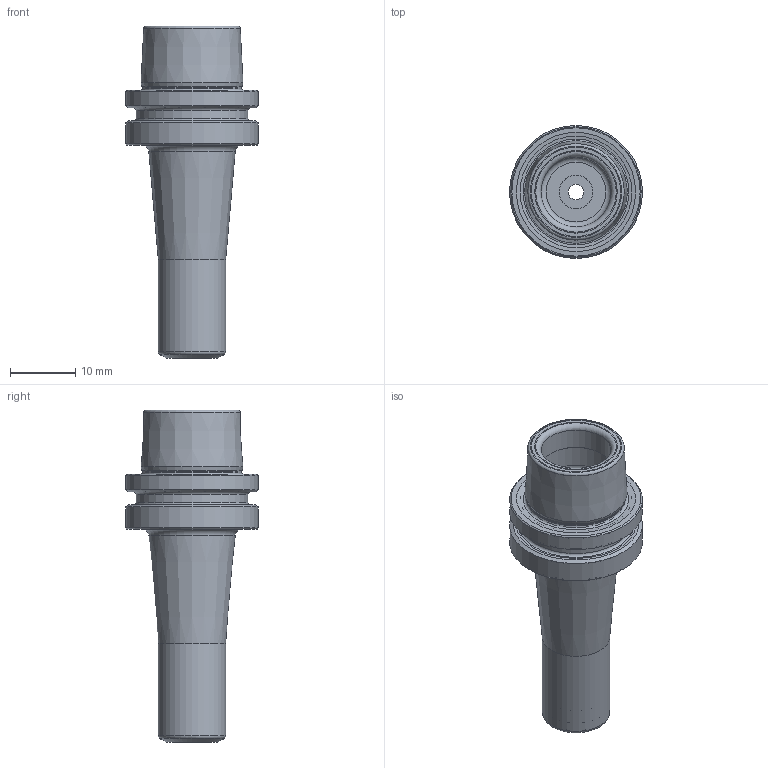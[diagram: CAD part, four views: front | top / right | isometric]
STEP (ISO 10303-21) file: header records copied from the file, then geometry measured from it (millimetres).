
FILE_DESCRIPTION(/* description */ (''),/* implementation_level */ '2;1');
FILE_NAME(/* name */ '252070614.stp',/* time_stamp */ '2021-01-08T12:24:29',/* author */ ('LRA'),/* organization */ ('REGO-FIX'),/* preprocessor_version */ ' Unknown',/* originating_system */ 'SIEMENS PLM Software Solid Edge ST10',/* authorization */ 'Unknown');
FILE_SCHEMA (('AUTOMOTIVE_DESIGN { 1 0 10303 214 2 1 1}'));
Length unit declared in the file: millimetre
Products named in the file (1): NOCUT
Bounding box: 20.3 x 20.3 x 50.7 mm (x, y, z)
Volume: 9387.4 mm3; surface area: 7888 mm2
Topology: 2 solids, 2 shells, 99 faces, 196 edges, 117 vertices
Faces by surface type: cone 28, cylinder 26, torus 25, plane 20
Full cylindrical faces by diameter (mm): 2.4 x2, 5.188 x2, 6.2 x2, 6.3 x2, 8 x1, 10 x2, 10.3 x1, 10.7 x2, 11 x2, 13.1 x2, 15.212 x1, 15.213 x1, 17 x2, 20 x2, 20.3 x2
Entity records: 2723 total; most frequent: DIRECTION 404, CARTESIAN_POINT 301, AXIS2_PLACEMENT_3D 202, ORIENTED_EDGE 198, EDGE_LOOP 198, FACE_BOUND 198, EDGE_CURVE 99, VERTEX_POINT 99
